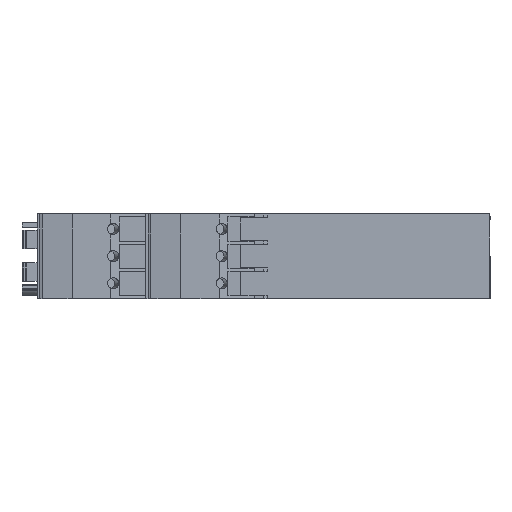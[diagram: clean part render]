
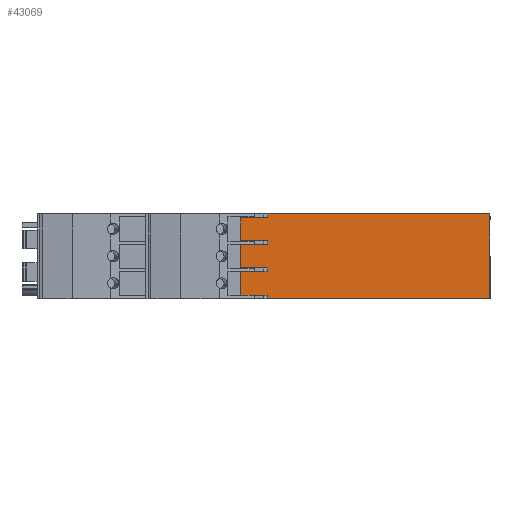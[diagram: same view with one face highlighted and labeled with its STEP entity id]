
A CAD part, left-side view. The second image highlights one B-rep face of the part: STEP entity #43069.
In plain terms, the highlighted planar face has unit normal (-1, 0, 0).
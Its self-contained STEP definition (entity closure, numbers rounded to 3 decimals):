
#5314 = CARTESIAN_POINT ( 'NONE',  ( -76.377, 113.149, 8.623 ) ) ;
#9190 = LINE ( 'NONE', #10606, #10630 ) ;
#9198 = LINE ( 'NONE', #62788, #10635 ) ;
#9884 = CARTESIAN_POINT ( 'NONE',  ( -76.377, 113.149, -13.837 ) ) ;
#9894 = CARTESIAN_POINT ( 'NONE',  ( -76.377, 113.149, -12.907 ) ) ;
#9939 = CARTESIAN_POINT ( 'NONE',  ( -76.377, 126.649, -12.907 ) ) ;
#9940 = CARTESIAN_POINT ( 'NONE',  ( -76.377, 126.649, -6.707 ) ) ;
#9941 = CARTESIAN_POINT ( 'NONE',  ( -76.377, 126.649, -5.707 ) ) ;
#9942 = CARTESIAN_POINT ( 'NONE',  ( -76.377, 126.649, 0.493 ) ) ;
#9943 = CARTESIAN_POINT ( 'NONE',  ( -76.377, 126.649, 1.493 ) ) ;
#9944 = CARTESIAN_POINT ( 'NONE',  ( -76.377, 126.649, 7.693 ) ) ;
#10009 = CARTESIAN_POINT ( 'NONE',  ( -76.377, 113.149, -13.857 ) ) ;
#10010 = CARTESIAN_POINT ( 'NONE',  ( -76.377, 54.149, -13.857 ) ) ;
#10017 = CARTESIAN_POINT ( 'NONE',  ( -76.377, 113.149, 1.493 ) ) ;
#10021 = CARTESIAN_POINT ( 'NONE',  ( -76.377, 113.149, 0.493 ) ) ;
#10049 = CARTESIAN_POINT ( 'NONE',  ( -76.377, 113.149, -5.707 ) ) ;
#10050 = CARTESIAN_POINT ( 'NONE',  ( -76.377, 113.149, -6.707 ) ) ;
#10606 = CARTESIAN_POINT ( 'NONE',  ( -76.377, 126.649, 8.643 ) ) ;
#10607 = DIRECTION ( 'NONE',  ( 0., 0., 1. ) ) ;
#10630 = VECTOR ( 'NONE', #10607, 1000. ) ;
#10635 = VECTOR ( 'NONE', #62789, 1000. ) ;
#10726 = LINE ( 'NONE', #11021, #10804 ) ;
#10730 = LINE ( 'NONE', #11045, #10807 ) ;
#10743 = LINE ( 'NONE', #11089, #10820 ) ;
#10769 = LINE ( 'NONE', #11180, #11243 ) ;
#10789 = LINE ( 'NONE', #11408, #11278 ) ;
#10804 = VECTOR ( 'NONE', #11022, 1000. ) ;
#10807 = VECTOR ( 'NONE', #11046, 1000. ) ;
#10820 = VECTOR ( 'NONE', #11090, 1000. ) ;
#11021 = CARTESIAN_POINT ( 'NONE',  ( -76.377, 126.649, 8.643 ) ) ;
#11022 = DIRECTION ( 'NONE',  ( 0., 0., 1. ) ) ;
#11045 = CARTESIAN_POINT ( 'NONE',  ( -76.377, 174.249, 1.493 ) ) ;
#11046 = DIRECTION ( 'NONE',  ( 0., 1., 0. ) ) ;
#11089 = CARTESIAN_POINT ( 'NONE',  ( -76.377, 174.249, -6.707 ) ) ;
#11090 = DIRECTION ( 'NONE',  ( 0., -1., 0. ) ) ;
#11180 = CARTESIAN_POINT ( 'NONE',  ( -76.377, 174.249, -5.707 ) ) ;
#11181 = DIRECTION ( 'NONE',  ( 0., 1., 0. ) ) ;
#11243 = VECTOR ( 'NONE', #11181, 1000. ) ;
#11278 = VECTOR ( 'NONE', #11409, 1000. ) ;
#11408 = CARTESIAN_POINT ( 'NONE',  ( -76.377, 126.649, 8.643 ) ) ;
#11409 = DIRECTION ( 'NONE',  ( 0., 0., 1. ) ) ;
#11454 = CARTESIAN_POINT ( 'NONE',  ( -76.377, 174.249, 7.693 ) ) ;
#11455 = DIRECTION ( 'NONE',  ( 0., -1., 0. ) ) ;
#11507 = LINE ( 'NONE', #11454, #11668 ) ;
#11564 = LINE ( 'NONE', #12072, #12091 ) ;
#11668 = VECTOR ( 'NONE', #11455, 1000. ) ;
#12072 = CARTESIAN_POINT ( 'NONE',  ( -76.377, 113.149, 8.643 ) ) ;
#12073 = DIRECTION ( 'NONE',  ( 0., 0., 1. ) ) ;
#12091 = VECTOR ( 'NONE', #12073, 1000. ) ;
#18751 = VECTOR ( 'NONE', #19303, 1000. ) ;
#19179 = LINE ( 'NONE', #19302, #18751 ) ;
#19240 = LINE ( 'NONE', #19530, #19577 ) ;
#19267 = LINE ( 'NONE', #19682, #19604 ) ;
#19302 = CARTESIAN_POINT ( 'NONE',  ( -76.377, 174.249, 8.643 ) ) ;
#19303 = DIRECTION ( 'NONE',  ( 0., -1., 0. ) ) ;
#19530 = CARTESIAN_POINT ( 'NONE',  ( -76.377, 174.249, -12.907 ) ) ;
#19531 = DIRECTION ( 'NONE',  ( 0., 1., 0. ) ) ;
#19577 = VECTOR ( 'NONE', #19531, 1000. ) ;
#19604 = VECTOR ( 'NONE', #19683, 1000. ) ;
#19682 = CARTESIAN_POINT ( 'NONE',  ( -76.377, 113.149, 8.633 ) ) ;
#19683 = DIRECTION ( 'NONE',  ( 0., 0., -1. ) ) ;
#24537 = FACE_OUTER_BOUND ( 'NONE', #57341, .T. ) ;
#24550 = LINE ( 'NONE', #24878, #24943 ) ;
#24829 = PLANE ( 'NONE',  #24921 ) ;
#24830 = CARTESIAN_POINT ( 'NONE',  ( -76.377, 174.249, 8.643 ) ) ;
#24831 = DIRECTION ( 'NONE',  ( 1., 0., 0. ) ) ;
#24832 = DIRECTION ( 'NONE',  ( 0., 0., -1. ) ) ;
#24878 = CARTESIAN_POINT ( 'NONE',  ( -76.377, 113.149, -13.857 ) ) ;
#24879 = DIRECTION ( 'NONE',  ( 0., 0., 1. ) ) ;
#24921 = AXIS2_PLACEMENT_3D ( 'NONE', #24830, #24831, #24832 ) ;
#24943 = VECTOR ( 'NONE', #24879, 1000. ) ;
#37315 = VERTEX_POINT ( 'NONE', #9884 ) ;
#37334 = VERTEX_POINT ( 'NONE', #9894 ) ;
#37417 = VERTEX_POINT ( 'NONE', #9939 ) ;
#37418 = VERTEX_POINT ( 'NONE', #9940 ) ;
#37419 = VERTEX_POINT ( 'NONE', #9941 ) ;
#37420 = VERTEX_POINT ( 'NONE', #9942 ) ;
#37421 = VERTEX_POINT ( 'NONE', #9943 ) ;
#37422 = VERTEX_POINT ( 'NONE', #9944 ) ;
#37487 = VERTEX_POINT ( 'NONE', #10009 ) ;
#37488 = VERTEX_POINT ( 'NONE', #10010 ) ;
#37495 = VERTEX_POINT ( 'NONE', #10017 ) ;
#37499 = VERTEX_POINT ( 'NONE', #10021 ) ;
#37527 = VERTEX_POINT ( 'NONE', #10049 ) ;
#37528 = VERTEX_POINT ( 'NONE', #10050 ) ;
#41534 = EDGE_CURVE ( 'NONE', #37417, #37418, #9190, .T. ) ;
#41543 = EDGE_CURVE ( 'NONE', #37420, #37499, #9198, .T. ) ;
#41610 = EDGE_CURVE ( 'NONE', #37419, #37420, #10726, .T. ) ;
#41614 = EDGE_CURVE ( 'NONE', #37495, #37421, #10730, .T. ) ;
#41632 = EDGE_CURVE ( 'NONE', #37418, #37528, #10743, .T. ) ;
#41655 = EDGE_CURVE ( 'NONE', #37527, #37419, #10769, .T. ) ;
#41690 = EDGE_CURVE ( 'NONE', #37421, #37422, #10789, .T. ) ;
#41711 = EDGE_CURVE ( 'NONE', #37422, #62053, #11507, .T. ) ;
#41794 = EDGE_CURVE ( 'NONE', #37487, #37315, #11564, .T. ) ;
#42505 = EDGE_CURVE ( 'NONE', #49176, #49468, #19179, .T. ) ;
#42553 = EDGE_CURVE ( 'NONE', #37334, #37417, #19240, .T. ) ;
#42584 = EDGE_CURVE ( 'NONE', #49176, #62177, #19267, .T. ) ;
#43069 = ADVANCED_FACE ( 'NONE', ( #24537 ), #24829, .F. ) ;
#43078 = EDGE_CURVE ( 'NONE', #37315, #37334, #24550, .T. ) ;
#45164 = CARTESIAN_POINT ( 'NONE',  ( -76.377, 113.149, 8.643 ) ) ;
#45319 = CARTESIAN_POINT ( 'NONE',  ( -76.377, 54.149, 8.643 ) ) ;
#47198 = LINE ( 'NONE', #48104, #47639 ) ;
#47585 = CARTESIAN_POINT ( 'NONE',  ( -76.377, 113.149, 7.693 ) ) ;
#47639 = VECTOR ( 'NONE', #48105, 1000. ) ;
#48104 = CARTESIAN_POINT ( 'NONE',  ( -76.377, 113.149, -6.707 ) ) ;
#48105 = DIRECTION ( 'NONE',  ( 0., 0., 1. ) ) ;
#49176 = VERTEX_POINT ( 'NONE', #45164 ) ;
#49468 = VERTEX_POINT ( 'NONE', #45319 ) ;
#49710 = CARTESIAN_POINT ( 'NONE',  ( -76.377, 54.149, -13.857 ) ) ;
#49712 = DIRECTION ( 'NONE',  ( 0., -1., 0. ) ) ;
#49859 = VECTOR ( 'NONE', #49712, 1000. ) ;
#49884 = VECTOR ( 'NONE', #50211, 1000. ) ;
#49972 = LINE ( 'NONE', #49710, #49859 ) ;
#49997 = LINE ( 'NONE', #50210, #49884 ) ;
#50210 = CARTESIAN_POINT ( 'NONE',  ( -76.377, 113.149, 0.493 ) ) ;
#50211 = DIRECTION ( 'NONE',  ( 0., 0., 1. ) ) ;
#52241 = ORIENTED_EDGE ( 'NONE', *, *, #65323, .T. ) ;
#52242 = ORIENTED_EDGE ( 'NONE', *, *, #41794, .F. ) ;
#52243 = ORIENTED_EDGE ( 'NONE', *, *, #64913, .T. ) ;
#52244 = ORIENTED_EDGE ( 'NONE', *, *, #42505, .F. ) ;
#52245 = ORIENTED_EDGE ( 'NONE', *, *, #65205, .F. ) ;
#52246 = ORIENTED_EDGE ( 'NONE', *, *, #42584, .T. ) ;
#52247 = ORIENTED_EDGE ( 'NONE', *, *, #41711, .F. ) ;
#52248 = ORIENTED_EDGE ( 'NONE', *, *, #41690, .F. ) ;
#52249 = ORIENTED_EDGE ( 'NONE', *, *, #41614, .F. ) ;
#52250 = ORIENTED_EDGE ( 'NONE', *, *, #64943, .F. ) ;
#52251 = ORIENTED_EDGE ( 'NONE', *, *, #41543, .F. ) ;
#52252 = ORIENTED_EDGE ( 'NONE', *, *, #41610, .F. ) ;
#52253 = ORIENTED_EDGE ( 'NONE', *, *, #41655, .F. ) ;
#52254 = ORIENTED_EDGE ( 'NONE', *, *, #64806, .F. ) ;
#52255 = ORIENTED_EDGE ( 'NONE', *, *, #41632, .F. ) ;
#52256 = ORIENTED_EDGE ( 'NONE', *, *, #41534, .F. ) ;
#52257 = ORIENTED_EDGE ( 'NONE', *, *, #42553, .F. ) ;
#52258 = ORIENTED_EDGE ( 'NONE', *, *, #43078, .F. ) ;
#53028 = VECTOR ( 'NONE', #54495, 1000. ) ;
#53508 = LINE ( 'NONE', #54493, #53028 ) ;
#53607 = LINE ( 'NONE', #55628, #54820 ) ;
#54493 = CARTESIAN_POINT ( 'NONE',  ( -76.377, 113.149, 7.693 ) ) ;
#54495 = DIRECTION ( 'NONE',  ( 0., 0., 1. ) ) ;
#54820 = VECTOR ( 'NONE', #55629, 1000. ) ;
#55628 = CARTESIAN_POINT ( 'NONE',  ( -76.377, 54.149, 8.643 ) ) ;
#55629 = DIRECTION ( 'NONE',  ( 0., 0., 1. ) ) ;
#57341 = EDGE_LOOP ( 'NONE', ( #52242, #52243, #52241, #52244, #52246, #52245, #52247, #52248, #52249, #52250, #52251, #52252, #52253, #52254, #52255, #52256, #52257, #52258 ) ) ;
#62053 = VERTEX_POINT ( 'NONE', #47585 ) ;
#62177 = VERTEX_POINT ( 'NONE', #5314 ) ;
#62788 = CARTESIAN_POINT ( 'NONE',  ( -76.377, 174.249, 0.493 ) ) ;
#62789 = DIRECTION ( 'NONE',  ( 0., -1., 0. ) ) ;
#64806 = EDGE_CURVE ( 'NONE', #37528, #37527, #47198, .T. ) ;
#64913 = EDGE_CURVE ( 'NONE', #37487, #37488, #49972, .T. ) ;
#64943 = EDGE_CURVE ( 'NONE', #37499, #37495, #49997, .T. ) ;
#65205 = EDGE_CURVE ( 'NONE', #62053, #62177, #53508, .T. ) ;
#65323 = EDGE_CURVE ( 'NONE', #37488, #49468, #53607, .T. ) ;
